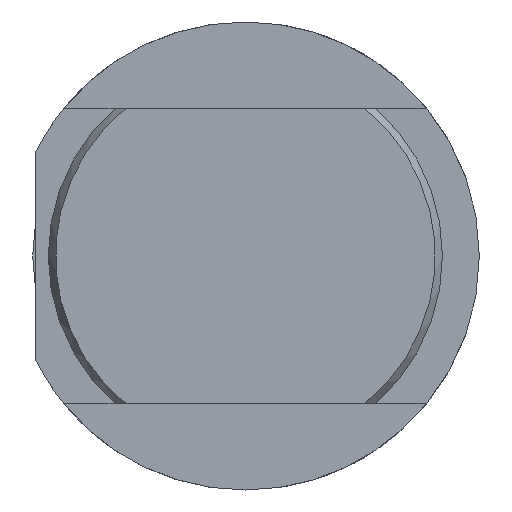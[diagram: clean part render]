
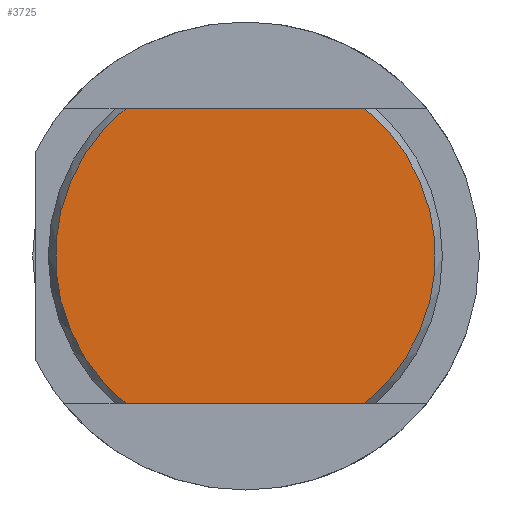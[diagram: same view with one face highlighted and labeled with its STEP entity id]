
A CAD part, left-side view. The second image highlights one B-rep face of the part: STEP entity #3725.
In plain terms, the highlighted planar face has unit normal (-1, 0, 0).
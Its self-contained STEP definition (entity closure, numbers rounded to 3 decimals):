
#398 = FACE_OUTER_BOUND ( 'NONE', #502, .T. ) ;
#502 = EDGE_LOOP ( 'NONE', ( #794, #793, #792, #791 ) ) ;
#791 = ORIENTED_EDGE ( 'NONE', *, *, #3067, .F. ) ;
#792 = ORIENTED_EDGE ( 'NONE', *, *, #3059, .T. ) ;
#793 = ORIENTED_EDGE ( 'NONE', *, *, #3065, .F. ) ;
#794 = ORIENTED_EDGE ( 'NONE', *, *, #3066, .T. ) ;
#1188 = VECTOR ( 'NONE', #2194, 1000. ) ;
#1190 = VECTOR ( 'NONE', #2199, 1000. ) ;
#1192 = CIRCLE ( 'NONE', #3293, 7.711 ) ;
#1194 = LINE ( 'NONE', #2198, #1190 ) ;
#1197 = LINE ( 'NONE', #2187, #1188 ) ;
#1200 = CIRCLE ( 'NONE', #3301, 7.711 ) ;
#1395 = CARTESIAN_POINT ( 'NONE',  ( 0., 0., 0. ) ) ;
#1396 = PLANE ( 'NONE',  #3474 ) ;
#1398 = DIRECTION ( 'NONE',  ( 1., 0., 0. ) ) ;
#1399 = DIRECTION ( 'NONE',  ( 0., 0., -1. ) ) ;
#1704 = VERTEX_POINT ( 'NONE', #1840 ) ;
#1840 = CARTESIAN_POINT ( 'NONE',  ( 0., 4.844, 6. ) ) ;
#2169 = CARTESIAN_POINT ( 'NONE',  ( 0., 0., 0. ) ) ;
#2174 = DIRECTION ( 'NONE',  ( -1., 0., 0. ) ) ;
#2175 = DIRECTION ( 'NONE',  ( 0., 0., -1. ) ) ;
#2187 = CARTESIAN_POINT ( 'NONE',  ( 0., 7.365, 6. ) ) ;
#2193 = CARTESIAN_POINT ( 'NONE',  ( 0., 0., 0. ) ) ;
#2194 = DIRECTION ( 'NONE',  ( 0., -1., 0. ) ) ;
#2196 = DIRECTION ( 'NONE',  ( -1., 0., 0. ) ) ;
#2197 = DIRECTION ( 'NONE',  ( 0., 0., -1. ) ) ;
#2198 = CARTESIAN_POINT ( 'NONE',  ( 0., 7.365, -6. ) ) ;
#2199 = DIRECTION ( 'NONE',  ( 0., 1., 0. ) ) ;
#2717 = CARTESIAN_POINT ( 'NONE',  ( 0., 4.844, -6. ) ) ;
#2730 = CARTESIAN_POINT ( 'NONE',  ( 0., -4.844, -6. ) ) ;
#2743 = CARTESIAN_POINT ( 'NONE',  ( 0., -4.844, 6. ) ) ;
#3059 = EDGE_CURVE ( 'NONE', #1704, #3581, #1192, .T. ) ;
#3065 = EDGE_CURVE ( 'NONE', #1704, #3609, #1197, .T. ) ;
#3066 = EDGE_CURVE ( 'NONE', #3595, #3609, #1200, .T. ) ;
#3067 = EDGE_CURVE ( 'NONE', #3595, #3581, #1194, .T. ) ;
#3293 = AXIS2_PLACEMENT_3D ( 'NONE', #2169, #2174, #2175 ) ;
#3301 = AXIS2_PLACEMENT_3D ( 'NONE', #2193, #2196, #2197 ) ;
#3474 = AXIS2_PLACEMENT_3D ( 'NONE', #1395, #1398, #1399 ) ;
#3581 = VERTEX_POINT ( 'NONE', #2717 ) ;
#3595 = VERTEX_POINT ( 'NONE', #2730 ) ;
#3609 = VERTEX_POINT ( 'NONE', #2743 ) ;
#3725 = ADVANCED_FACE ( 'NONE', ( #398 ), #1396, .F. ) ;
